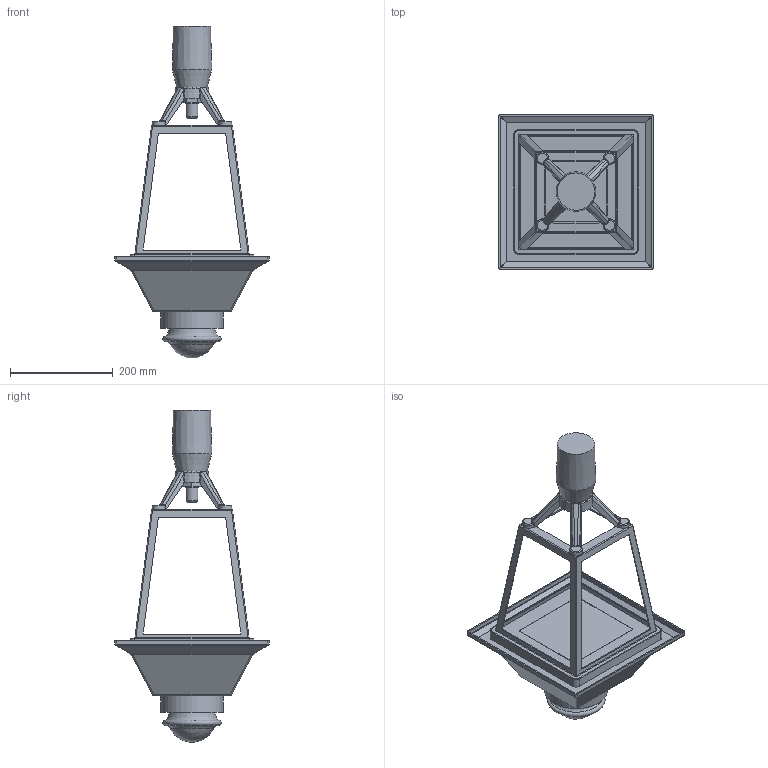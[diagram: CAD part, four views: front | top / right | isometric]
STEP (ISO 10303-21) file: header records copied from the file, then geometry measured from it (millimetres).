
FILE_DESCRIPTION (( 'STEP AP214' ), '1' );
FILE_NAME ('Villa_Value.STEP', '2025-06-02T12:21:23', ( '' ), ( '' ), 'SwSTEP 2.0', 'SolidWorks 2024', '' );
FILE_SCHEMA (( 'AUTOMOTIVE_DESIGN' ));
Length unit declared in the file: millimetre
Products named in the file (1): Villa_Value
Bounding box: 300 x 300 x 644.7 mm (x, y, z)
Volume: 2484460.6 mm3; surface area: 719402.5 mm2
Topology: 11 solids, 11 shells, 433 faces, 1056 edges, 661 vertices
Faces by surface type: plane 153, bspline 135, cylinder 79, cone 38, torus 15, sphere 13
Full cylindrical faces by diameter (mm): 18 x1, 23 x1, 24 x1, 24.5 x1, 24.628 x1, 27 x2, 46 x1, 121.423 x1
Entity records: 19035 total; most frequent: CARTESIAN_POINT 10013, ORIENTED_EDGE 2056, DIRECTION 1524, EDGE_CURVE 1028, VERTEX_POINT 652, AXIS2_PLACEMENT_3D 556, EDGE_LOOP 488, FACE_OUTER_BOUND 446
